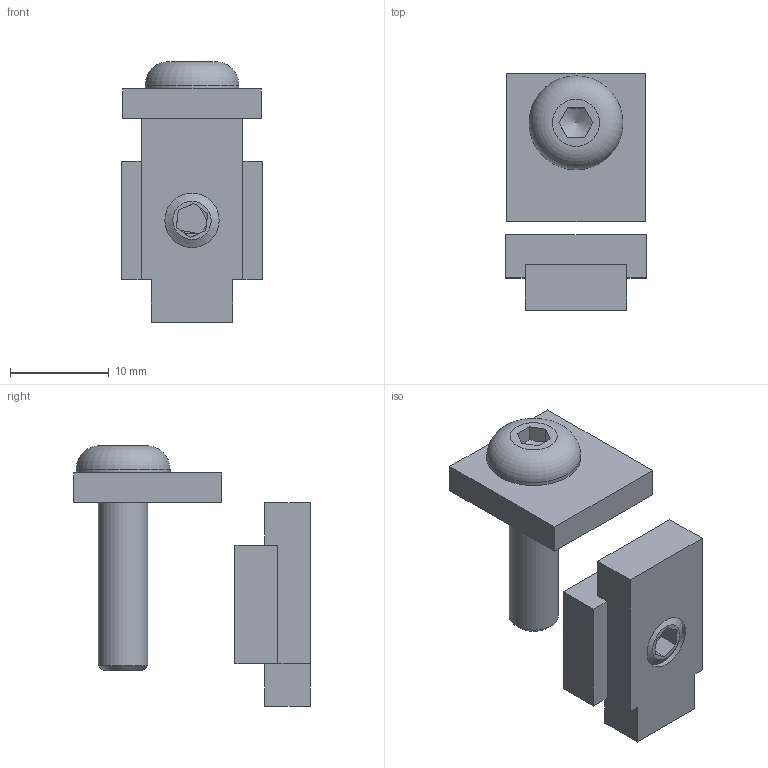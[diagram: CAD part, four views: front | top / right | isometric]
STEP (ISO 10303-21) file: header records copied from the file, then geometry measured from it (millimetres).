
FILE_DESCRIPTION(/* description */ (''),/* implementation_level */ '2;1');
FILE_NAME(/* name */ '11351_KriTec_Klemmprofil-Verbindungssatz_8_32x18.stp',/* time_stamp */ '2020-08-17T14:12:22+02:00',/* author */ ('Nell'),/* organization */ (''),/* preprocessor_version */ 'ST-DEVELOPER v17',/* originating_system */ 'Autodesk Inventor 2018',/* authorisation */ '');
FILE_SCHEMA (('AUTOMOTIVE_DESIGN { 1 0 10303 214 3 1 1 }'));
Length unit declared in the file: millimetre
Products named in the file (5): 11351; 11351_2; 11351_1; ISO 7380-1 - M5 x 20; DIN 913 - M6 x 6
Assembly tree (4 placements, depth 2):
  11351
    11351_2
    11351_1
    ISO 7380-1 - M5 x 20
    DIN 913 - M6 x 6
Bounding box: 14.25 x 23.95 x 26.35 mm (x, y, z)
Volume: 2575.6 mm3; surface area: 2328.7 mm2
Topology: 4 solids, 4 shells, 51 faces, 132 edges, 90 vertices
Faces by surface type: plane 39, cylinder 5, cone 5, torus 2
Full cylindrical faces by diameter (mm): 5 x1, 5.5 x2, 6 x1, 9.5 x1
Entity records: 1765 total; most frequent: CARTESIAN_POINT 307, DIRECTION 268, ORIENTED_EDGE 260, EDGE_CURVE 130, VERTEX_POINT 90, AXIS2_PLACEMENT_3D 90, LINE 88, VECTOR 88
